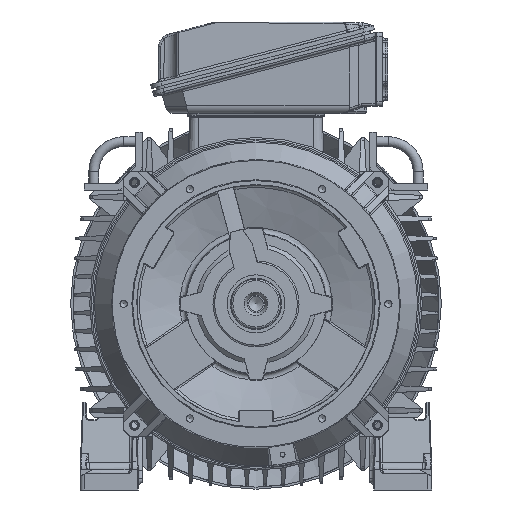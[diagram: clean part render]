
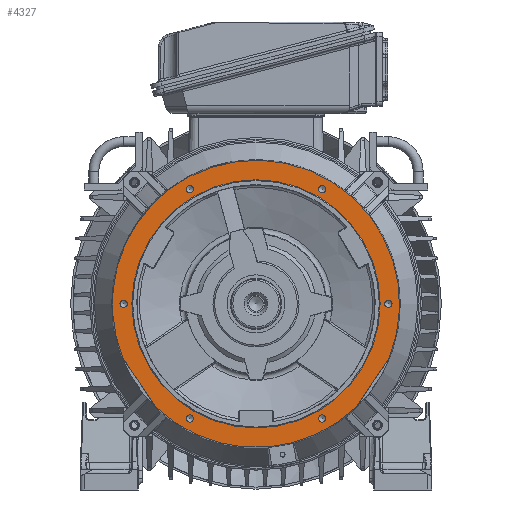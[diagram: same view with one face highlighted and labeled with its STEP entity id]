
A CAD part, front view. The second image highlights one B-rep face of the part: STEP entity #4327.
In plain terms, the highlighted planar face has unit normal (0, -1, 0).
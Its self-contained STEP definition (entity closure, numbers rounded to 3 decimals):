
#4327 = ADVANCED_FACE( '', ( #11197, #11198, #11199, #11200, #11201, #11202, #11203, #11204 ), #11205, .F. );
#11197 = FACE_BOUND( '', #26745, .T. );
#11198 = FACE_BOUND( '', #26746, .T. );
#11199 = FACE_BOUND( '', #26747, .T. );
#11200 = FACE_BOUND( '', #26748, .T. );
#11201 = FACE_BOUND( '', #26749, .T. );
#11202 = FACE_BOUND( '', #26750, .T. );
#11203 = FACE_BOUND( '', #26751, .T. );
#11204 = FACE_OUTER_BOUND( '', #26752, .T. );
#11205 = PLANE( '', #26753 );
#26745 = EDGE_LOOP( '', ( #60660 ) );
#26746 = EDGE_LOOP( '', ( #60661 ) );
#26747 = EDGE_LOOP( '', ( #60662 ) );
#26748 = EDGE_LOOP( '', ( #60663 ) );
#26749 = EDGE_LOOP( '', ( #60664 ) );
#26750 = EDGE_LOOP( '', ( #60665 ) );
#26751 = EDGE_LOOP( '', ( #60666 ) );
#26752 = EDGE_LOOP( '', ( #60667, #60668, #60669, #60670 ) );
#26753 = AXIS2_PLACEMENT_3D( '', #60671, #60672, #60673 );
#60660 = ORIENTED_EDGE( '', *, *, #86074, .T. );
#60661 = ORIENTED_EDGE( '', *, *, #86075, .T. );
#60662 = ORIENTED_EDGE( '', *, *, #86076, .T. );
#60663 = ORIENTED_EDGE( '', *, *, #86077, .T. );
#60664 = ORIENTED_EDGE( '', *, *, #86078, .T. );
#60665 = ORIENTED_EDGE( '', *, *, #86079, .T. );
#60666 = ORIENTED_EDGE( '', *, *, #86080, .F. );
#60667 = ORIENTED_EDGE( '', *, *, #83444, .F. );
#60668 = ORIENTED_EDGE( '', *, *, #86081, .F. );
#60669 = ORIENTED_EDGE( '', *, *, #83448, .F. );
#60670 = ORIENTED_EDGE( '', *, *, #86082, .F. );
#60671 = CARTESIAN_POINT( '', ( 0., -70., 0. ) );
#60672 = DIRECTION( '', ( 0., 1., 0. ) );
#60673 = DIRECTION( '', ( 0., 0., 1. ) );
#83444 = EDGE_CURVE( '', #95306, #95308, #95309, .T. );
#83448 = EDGE_CURVE( '', #95314, #95316, #95317, .T. );
#86074 = EDGE_CURVE( '', #99779, #99779, #99780, .T. );
#86075 = EDGE_CURVE( '', #99781, #99781, #99782, .T. );
#86076 = EDGE_CURVE( '', #99783, #99783, #99784, .T. );
#86077 = EDGE_CURVE( '', #99785, #99785, #99786, .T. );
#86078 = EDGE_CURVE( '', #99787, #99787, #99788, .T. );
#86079 = EDGE_CURVE( '', #99789, #99789, #99790, .T. );
#86080 = EDGE_CURVE( '', #99791, #99791, #99792, .T. );
#86081 = EDGE_CURVE( '', #95316, #95306, #99793, .T. );
#86082 = EDGE_CURVE( '', #95308, #95314, #99794, .T. );
#95306 = VERTEX_POINT( '', #114158 );
#95308 = VERTEX_POINT( '', #114163 );
#95309 = CIRCLE( '', #114164, 173.591 );
#95314 = VERTEX_POINT( '', #114172 );
#95316 = VERTEX_POINT( '', #114177 );
#95317 = CIRCLE( '', #114178, 173.591 );
#99779 = VERTEX_POINT( '', #126441 );
#99780 = CIRCLE( '', #126442, 4.391 );
#99781 = VERTEX_POINT( '', #126443 );
#99782 = CIRCLE( '', #126444, 4.391 );
#99783 = VERTEX_POINT( '', #126445 );
#99784 = CIRCLE( '', #126446, 4.391 );
#99785 = VERTEX_POINT( '', #126447 );
#99786 = CIRCLE( '', #126448, 4.391 );
#99787 = VERTEX_POINT( '', #126449 );
#99788 = CIRCLE( '', #126450, 4.391 );
#99789 = VERTEX_POINT( '', #126451 );
#99790 = CIRCLE( '', #126452, 4.391 );
#99791 = VERTEX_POINT( '', #126453 );
#99792 = CIRCLE( '', #126454, 150. );
#99793 = LINE( '', #126455, #126456 );
#99794 = LINE( '', #126457, #126458 );
#114158 = CARTESIAN_POINT( '', ( 121.294, -70., -124.183 ) );
#114163 = CARTESIAN_POINT( '', ( -121.294, -70., -124.183 ) );
#114164 = AXIS2_PLACEMENT_3D( '', #155855, #155856, #155857 );
#114172 = CARTESIAN_POINT( '', ( -160.578, -70., -65.942 ) );
#114177 = CARTESIAN_POINT( '', ( 160.578, -70., -65.942 ) );
#114178 = AXIS2_PLACEMENT_3D( '', #155861, #155862, #155863 );
#126441 = CARTESIAN_POINT( '', ( -83.803, -70., -136.369 ) );
#126442 = AXIS2_PLACEMENT_3D( '', #158958, #158959, #158960 );
#126443 = CARTESIAN_POINT( '', ( 76.197, -70., -140.76 ) );
#126444 = AXIS2_PLACEMENT_3D( '', #158961, #158962, #158963 );
#126445 = CARTESIAN_POINT( '', ( 160., -70., -4.391 ) );
#126446 = AXIS2_PLACEMENT_3D( '', #158964, #158965, #158966 );
#126447 = CARTESIAN_POINT( '', ( 83.803, -70., 136.369 ) );
#126448 = AXIS2_PLACEMENT_3D( '', #158967, #158968, #158969 );
#126449 = CARTESIAN_POINT( '', ( -76.197, -70., 140.76 ) );
#126450 = AXIS2_PLACEMENT_3D( '', #158970, #158971, #158972 );
#126451 = CARTESIAN_POINT( '', ( -160., -70., 4.391 ) );
#126452 = AXIS2_PLACEMENT_3D( '', #158973, #158974, #158975 );
#126453 = CARTESIAN_POINT( '', ( 0., -70., -150. ) );
#126454 = AXIS2_PLACEMENT_3D( '', #158976, #158977, #158978 );
#126455 = CARTESIAN_POINT( '', ( 140.936, -70., -95.063 ) );
#126456 = VECTOR( '', #158979, 1000. );
#126457 = CARTESIAN_POINT( '', ( -140.936, -70., -95.063 ) );
#126458 = VECTOR( '', #158980, 1000. );
#155855 = CARTESIAN_POINT( '', ( 0., -70., 0. ) );
#155856 = DIRECTION( '', ( 0., 1., 0. ) );
#155857 = DIRECTION( '', ( 0., 0., 1. ) );
#155861 = CARTESIAN_POINT( '', ( 0., -70., 0. ) );
#155862 = DIRECTION( '', ( 0., 1., 0. ) );
#155863 = DIRECTION( '', ( 0., 0., 1. ) );
#158958 = CARTESIAN_POINT( '', ( -80., -70., -138.564 ) );
#158959 = DIRECTION( '', ( 0., 1., 0. ) );
#158960 = DIRECTION( '', ( -0.866, 0., 0.5 ) );
#158961 = CARTESIAN_POINT( '', ( 80., -70., -138.564 ) );
#158962 = DIRECTION( '', ( 0., 1., 0. ) );
#158963 = DIRECTION( '', ( -0.866, 0., -0.5 ) );
#158964 = CARTESIAN_POINT( '', ( 160., -70., 0. ) );
#158965 = DIRECTION( '', ( 0., 1., 0. ) );
#158966 = DIRECTION( '', ( 0., 0., -1. ) );
#158967 = CARTESIAN_POINT( '', ( 80., -70., 138.564 ) );
#158968 = DIRECTION( '', ( 0., 1., 0. ) );
#158969 = DIRECTION( '', ( 0.866, 0., -0.5 ) );
#158970 = CARTESIAN_POINT( '', ( -80., -70., 138.564 ) );
#158971 = DIRECTION( '', ( 0., 1., 0. ) );
#158972 = DIRECTION( '', ( 0.866, 0., 0.5 ) );
#158973 = CARTESIAN_POINT( '', ( -160., -70., 0. ) );
#158974 = DIRECTION( '', ( 0., 1., 0. ) );
#158975 = DIRECTION( '', ( 0., 0., 1. ) );
#158976 = CARTESIAN_POINT( '', ( 0., -70., 0. ) );
#158977 = DIRECTION( '', ( 0., -1., 0. ) );
#158978 = DIRECTION( '', ( 0., 0., -1. ) );
#158979 = DIRECTION( '', ( -0.559, 0., -0.829 ) );
#158980 = DIRECTION( '', ( -0.559, 0., 0.829 ) );
